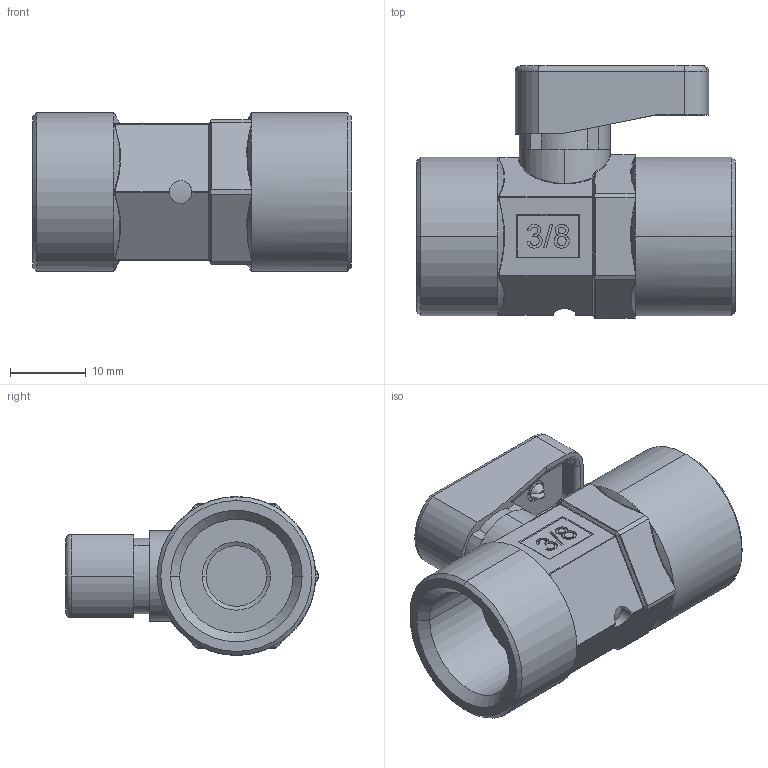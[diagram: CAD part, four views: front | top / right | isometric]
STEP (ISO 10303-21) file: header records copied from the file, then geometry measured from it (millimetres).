
FILE_DESCRIPTION (( 'STEP AP214' ), '1' );
FILE_NAME ('0660000003.step', '2012-10-02T16:36:19', ( '' ), ( '' ), 'SwSTEP 2.0', 'SolidWorks 2012', '' );
FILE_SCHEMA (( 'AUTOMOTIVE_DESIGN' ));
Length unit declared in the file: millimetre
Products named in the file (1): 0660000003
Bounding box: 42 x 33.3 x 20.91 mm (x, y, z)
Volume: 11830.9 mm3; surface area: 6062.8 mm2
Topology: 8 solids, 18 shells, 664 faces, 1693 edges, 1087 vertices
Faces by surface type: plane 266, bspline 211, cylinder 117, cone 40, torus 28, sphere 2
Entity records: 29408 total; most frequent: CARTESIAN_POINT 14893, ORIENTED_EDGE 3374, DIRECTION 2318, EDGE_CURVE 1687, VERTEX_POINT 1087, LINE 832, VECTOR 832, AXIS2_PLACEMENT_3D 743
